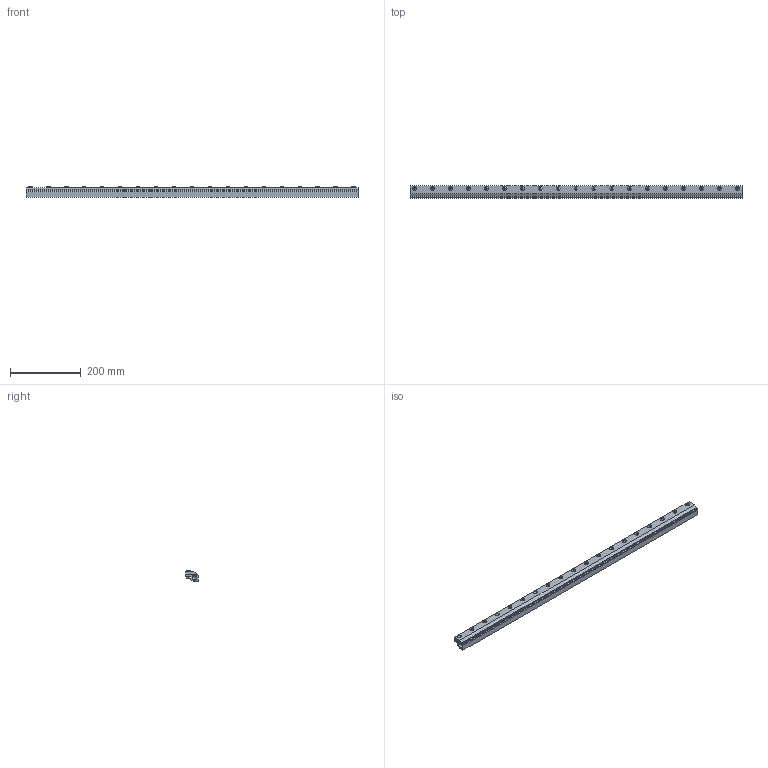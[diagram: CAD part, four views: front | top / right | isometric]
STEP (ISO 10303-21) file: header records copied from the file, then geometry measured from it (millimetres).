
FILE_DESCRIPTION(('STEP AP203'),'1');
FILE_NAME('2036.stp','2023-04-13T11:17:16',('TraceParts'),('TraceParts S.A.'),'Spatial InterOp 3D',' ',' ');
FILE_SCHEMA(('CONFIG_CONTROL_DESIGN'));
Length unit declared in the file: millimetre
Products named in the file (1): 1
Bounding box: 939.8 x 34.92 x 31.13 mm (x, y, z)
Volume: 641387.8 mm3; surface area: 192347.4 mm2
Topology: 40 solids, 40 shells, 642 faces, 1542 edges, 1020 vertices
Faces by surface type: bspline 348, plane 172, cylinder 118, cone 4
Entity records: 22160 total; most frequent: CARTESIAN_POINT 7783, ORIENTED_EDGE 3082, DIRECTION 2585, EDGE_CURVE 1541, VERTEX_POINT 1021, AXIS2_PLACEMENT_3D 867, LINE 851, VECTOR 851
